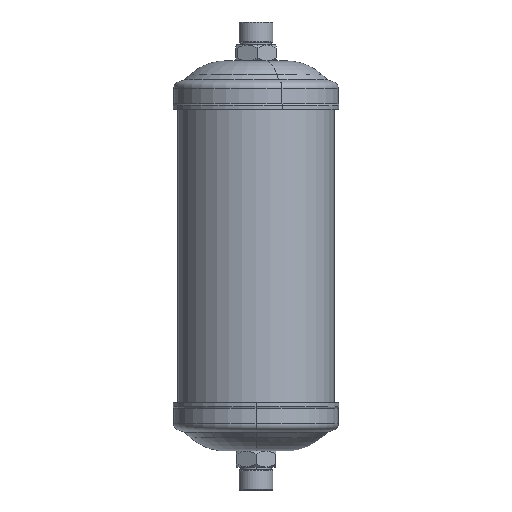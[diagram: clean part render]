
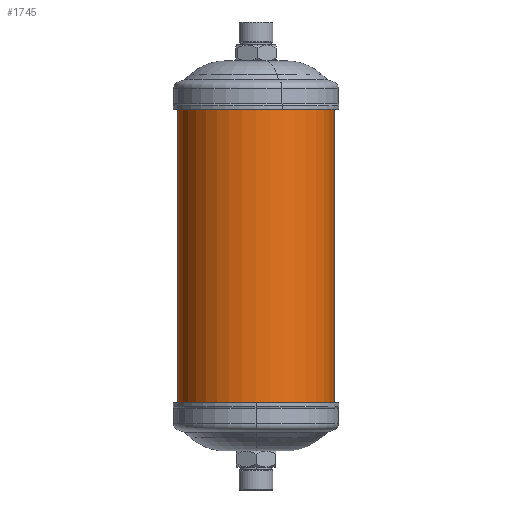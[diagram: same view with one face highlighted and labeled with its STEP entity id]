
A CAD part, front view. The second image highlights one B-rep face of the part: STEP entity #1745.
In plain terms, the highlighted cylindrical face has radius 38.1 mm (diameter 76.2 mm), a partial arc.
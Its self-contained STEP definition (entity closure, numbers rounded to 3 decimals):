
#79 = ORIENTED_EDGE ( 'NONE', *, *, #2325, .F. ) ;
#228 = CYLINDRICAL_SURFACE ( 'NONE', #2998, 38.1 ) ;
#276 = DIRECTION ( 'NONE',  ( 0., 0., -1. ) ) ;
#385 = DIRECTION ( 'NONE',  ( 0., 0., 1. ) ) ;
#425 = CARTESIAN_POINT ( 'NONE',  ( -38.1, 0., 11.513 ) ) ;
#442 = EDGE_LOOP ( 'NONE', ( #79, #1351, #2487, #870 ) ) ;
#520 = AXIS2_PLACEMENT_3D ( 'NONE', #839, #385, #656 ) ;
#527 = EDGE_CURVE ( 'NONE', #848, #1765, #2028, .T. ) ;
#558 = DIRECTION ( 'NONE',  ( -1., 0., 0. ) ) ;
#656 = DIRECTION ( 'NONE',  ( 1., 0., 0. ) ) ;
#708 = CIRCLE ( 'NONE', #2341, 38.1 ) ;
#839 = CARTESIAN_POINT ( 'NONE',  ( 0., 0., 11.513 ) ) ;
#848 = VERTEX_POINT ( 'NONE', #1759 ) ;
#870 = ORIENTED_EDGE ( 'NONE', *, *, #1093, .T. ) ;
#956 = VERTEX_POINT ( 'NONE', #3450 ) ;
#1093 = EDGE_CURVE ( 'NONE', #1765, #956, #2043, .T. ) ;
#1220 = CARTESIAN_POINT ( 'NONE',  ( 38.1, 0., 154.3 ) ) ;
#1297 = DIRECTION ( 'NONE',  ( 0., 0., -1. ) ) ;
#1351 = ORIENTED_EDGE ( 'NONE', *, *, #2900, .T. ) ;
#1540 = CARTESIAN_POINT ( 'NONE',  ( 0., 0., 165. ) ) ;
#1745 = ADVANCED_FACE ( 'NONE', ( #2626 ), #228, .T. ) ;
#1759 = CARTESIAN_POINT ( 'NONE',  ( -38.1, 0., 154.3 ) ) ;
#1765 = VERTEX_POINT ( 'NONE', #425 ) ;
#1767 = DIRECTION ( 'NONE',  ( 0., 0., -1. ) ) ;
#1850 = DIRECTION ( 'NONE',  ( 0., 0., -1. ) ) ;
#1927 = VECTOR ( 'NONE', #1297, 1000. ) ;
#2028 = LINE ( 'NONE', #3143, #1927 ) ;
#2043 = CIRCLE ( 'NONE', #520, 38.1 ) ;
#2081 = DIRECTION ( 'NONE',  ( -1., 0., 0. ) ) ;
#2325 = EDGE_CURVE ( 'NONE', #3033, #956, #3187, .T. ) ;
#2341 = AXIS2_PLACEMENT_3D ( 'NONE', #2693, #276, #558 ) ;
#2487 = ORIENTED_EDGE ( 'NONE', *, *, #527, .T. ) ;
#2504 = VECTOR ( 'NONE', #1850, 1000. ) ;
#2626 = FACE_OUTER_BOUND ( 'NONE', #442, .T. ) ;
#2693 = CARTESIAN_POINT ( 'NONE',  ( 0., 0., 154.3 ) ) ;
#2900 = EDGE_CURVE ( 'NONE', #3033, #848, #708, .T. ) ;
#2998 = AXIS2_PLACEMENT_3D ( 'NONE', #1540, #1767, #2081 ) ;
#3033 = VERTEX_POINT ( 'NONE', #1220 ) ;
#3142 = CARTESIAN_POINT ( 'NONE',  ( 38.1, 0., 165. ) ) ;
#3143 = CARTESIAN_POINT ( 'NONE',  ( -38.1, 0., 165. ) ) ;
#3187 = LINE ( 'NONE', #3142, #2504 ) ;
#3450 = CARTESIAN_POINT ( 'NONE',  ( 38.1, 0., 11.513 ) ) ;
